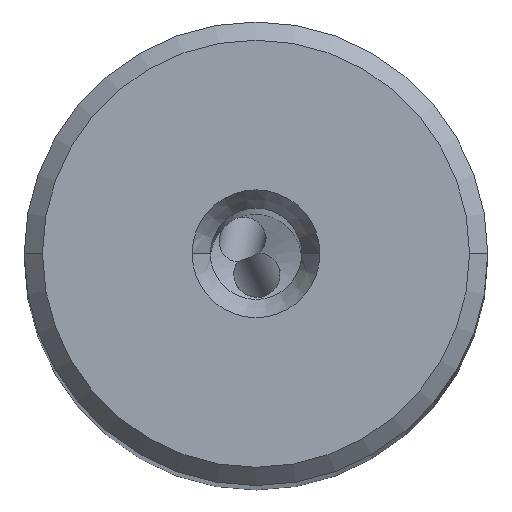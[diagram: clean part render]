
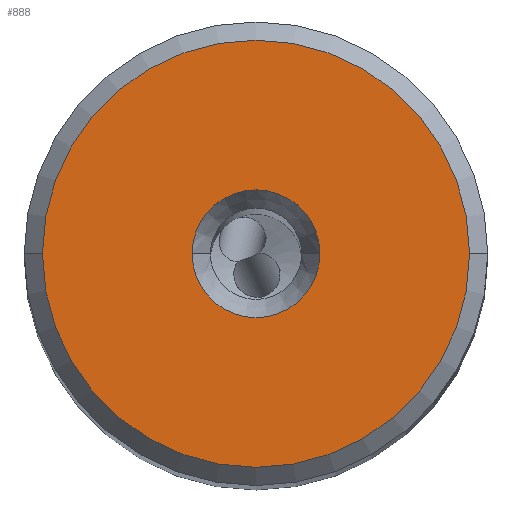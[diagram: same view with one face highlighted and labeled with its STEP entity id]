
A CAD part, top view. The second image highlights one B-rep face of the part: STEP entity #888.
In plain terms, the highlighted planar face has unit normal (0, 0, 1).
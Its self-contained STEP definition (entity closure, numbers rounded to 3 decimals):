
#888=ADVANCED_FACE('',(#1131,#1132),#1074,.T.);
#1074=PLANE('',#3694);
#1131=FACE_BOUND('',#1151,.T.);
#1132=FACE_BOUND('',#1152,.T.);
#1151=EDGE_LOOP('',(#1347,#1348,#1349,#1350));
#1152=EDGE_LOOP('',(#1351,#1352));
#1347=ORIENTED_EDGE('',*,*,#2810,.F.);
#1348=ORIENTED_EDGE('',*,*,#2811,.F.);
#1349=ORIENTED_EDGE('',*,*,#2812,.F.);
#1350=ORIENTED_EDGE('',*,*,#2813,.F.);
#1351=ORIENTED_EDGE('',*,*,#2814,.F.);
#1352=ORIENTED_EDGE('',*,*,#2815,.F.);
#2441=VERTEX_POINT('',#5081);
#2442=VERTEX_POINT('',#5082);
#2443=VERTEX_POINT('',#5084);
#2444=VERTEX_POINT('',#5086);
#2445=VERTEX_POINT('',#5089);
#2446=VERTEX_POINT('',#5090);
#2810=EDGE_CURVE('',#2441,#2442,#3357,.T.);
#2811=EDGE_CURVE('',#2443,#2441,#3358,.T.);
#2812=EDGE_CURVE('',#2444,#2443,#3359,.T.);
#2813=EDGE_CURVE('',#2442,#2444,#3360,.T.);
#2814=EDGE_CURVE('',#2445,#2446,#3361,.T.);
#2815=EDGE_CURVE('',#2446,#2445,#3362,.T.);
#3357=CIRCLE('',#3688,11.7);
#3358=CIRCLE('',#3689,11.7);
#3359=CIRCLE('',#3690,11.7);
#3360=CIRCLE('',#3691,11.7);
#3361=CIRCLE('',#3692,3.5);
#3362=CIRCLE('',#3693,3.5);
#3688=AXIS2_PLACEMENT_3D('',#5080,#4109,#4110);
#3689=AXIS2_PLACEMENT_3D('',#5083,#4111,#4112);
#3690=AXIS2_PLACEMENT_3D('',#5085,#4113,#4114);
#3691=AXIS2_PLACEMENT_3D('',#5087,#4115,#4116);
#3692=AXIS2_PLACEMENT_3D('',#5088,#4117,#4118);
#3693=AXIS2_PLACEMENT_3D('',#5091,#4119,#4120);
#3694=AXIS2_PLACEMENT_3D('',#5092,#4121,#4122);
#4109=DIRECTION('',(0.,0.,-1.));
#4110=DIRECTION('',(0.,-1.,0.));
#4111=DIRECTION('',(0.,0.,-1.));
#4112=DIRECTION('',(1.,0.,0.));
#4113=DIRECTION('',(0.,0.,-1.));
#4114=DIRECTION('',(0.,1.,0.));
#4115=DIRECTION('',(0.,0.,-1.));
#4116=DIRECTION('',(-1.,0.,0.));
#4117=DIRECTION('',(0.,0.,1.));
#4118=DIRECTION('',(1.,0.,0.));
#4119=DIRECTION('',(0.,0.,1.));
#4120=DIRECTION('',(-1.,0.,0.));
#4121=DIRECTION('',(0.,0.,1.));
#4122=DIRECTION('',(1.,0.,0.));
#5080=CARTESIAN_POINT('',(0.,0.,0.));
#5081=CARTESIAN_POINT('',(0.,-11.7,0.));
#5082=CARTESIAN_POINT('',(-11.7,0.,0.));
#5083=CARTESIAN_POINT('',(0.,0.,0.));
#5084=CARTESIAN_POINT('',(11.7,0.,0.));
#5085=CARTESIAN_POINT('',(0.,0.,0.));
#5086=CARTESIAN_POINT('',(0.,11.7,0.));
#5087=CARTESIAN_POINT('',(0.,0.,0.));
#5088=CARTESIAN_POINT('',(0.,0.,0.));
#5089=CARTESIAN_POINT('',(3.5,0.,0.));
#5090=CARTESIAN_POINT('',(-3.5,0.,0.));
#5091=CARTESIAN_POINT('',(0.,0.,0.));
#5092=CARTESIAN_POINT('',(0.,0.,0.));
